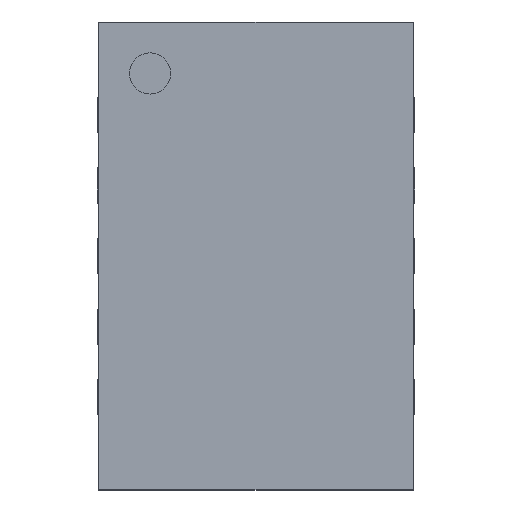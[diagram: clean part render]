
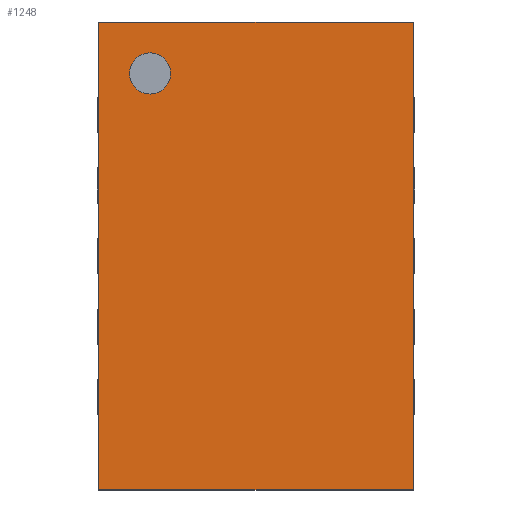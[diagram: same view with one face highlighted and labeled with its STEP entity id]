
A CAD part, top view. The second image highlights one B-rep face of the part: STEP entity #1248.
In plain terms, the highlighted planar face has unit normal (0, 0, 1).
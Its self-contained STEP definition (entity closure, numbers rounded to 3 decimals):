
#13=DIRECTION('',(0.,0.,1.));
#27=VECTOR('',#28,1.);
#28=DIRECTION('',(0.,-1.,0.));
#79=DIRECTION('',(1.,0.,0.));
#126=VECTOR('',#79,1.);
#416=VERTEX_POINT('',#417);
#417=CARTESIAN_POINT('',(1.338,1.988,1.125));
#420=EDGE_CURVE('',#416,#421,#423,.T.);
#421=VERTEX_POINT('',#422);
#422=CARTESIAN_POINT('',(1.338,-1.988,1.125));
#423=LINE('',#417,#27);
#444=DIRECTION('',(0.,0.,-1.));
#516=VERTEX_POINT('',#517);
#517=CARTESIAN_POINT('',(-1.338,1.988,1.125));
#520=ORIENTED_EDGE('',*,*,#521,.F.);
#521=EDGE_CURVE('',#516,#416,#522,.T.);
#522=LINE('',#517,#126);
#555=ORIENTED_EDGE('',*,*,#556,.T.);
#556=EDGE_CURVE('',#516,#557,#559,.T.);
#557=VERTEX_POINT('',#558);
#558=CARTESIAN_POINT('',(-1.338,-1.988,1.125));
#559=LINE('',#517,#27);
#1244=EDGE_CURVE('',#557,#421,#1245,.T.);
#1245=LINE('',#558,#126);
#1248=ADVANCED_FACE('',(#1249,#1253),#1263,.T.);
#1249=FACE_BOUND('',#1250,.T.);
#1250=EDGE_LOOP('',(#520,#555,#1251,#1252));
#1251=ORIENTED_EDGE('',*,*,#1244,.T.);
#1252=ORIENTED_EDGE('',*,*,#420,.F.);
#1253=FACE_BOUND('',#1254,.T.);
#1254=EDGE_LOOP('',(#1255));
#1255=ORIENTED_EDGE('',*,*,#1256,.T.);
#1256=EDGE_CURVE('',#1257,#1257,#1259,.T.);
#1257=VERTEX_POINT('',#1258);
#1258=CARTESIAN_POINT('',(-0.9,1.375,1.125));
#1259=CIRCLE('',#1260,0.175);
#1260=AXIS2_PLACEMENT_3D('',#1261,#444,#1262);
#1261=CARTESIAN_POINT('',(-0.9,1.55,1.125));
#1262=DIRECTION('',(0.,-1.,0.));
#1263=PLANE('',#1264);
#1264=AXIS2_PLACEMENT_3D('',#517,#13,#28);
